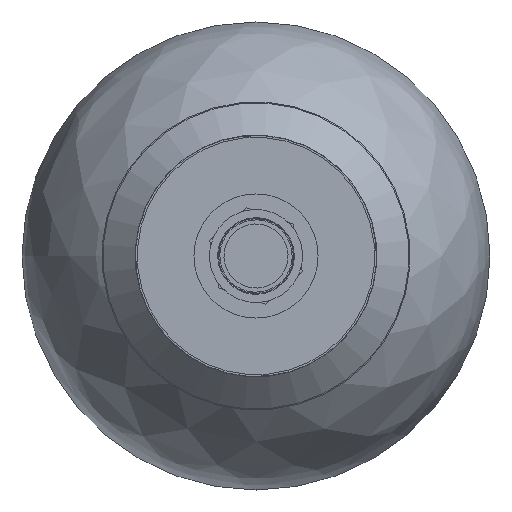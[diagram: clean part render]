
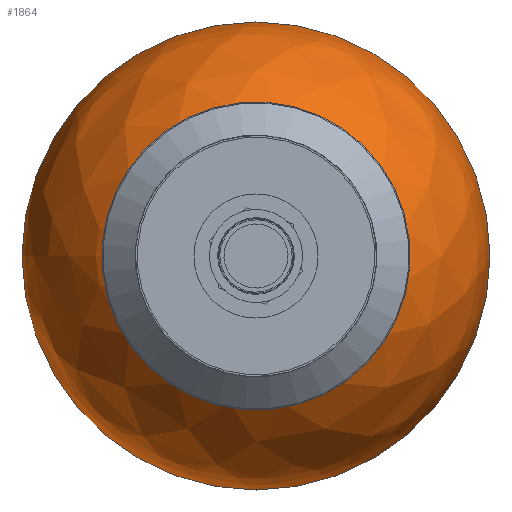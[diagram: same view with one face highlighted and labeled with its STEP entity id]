
A CAD part, left-side view. The second image highlights one B-rep face of the part: STEP entity #1864.
In plain terms, the highlighted free-form (B-spline) face has degree [2, 2] with [3, 9] control points.
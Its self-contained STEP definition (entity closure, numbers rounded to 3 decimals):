
#358=ORIENTED_EDGE('',*,*,#784,.T.);
#359=ORIENTED_EDGE('',*,*,#785,.F.);
#784=EDGE_CURVE('',#997,#997,#1176,.T.);
#785=EDGE_CURVE('',#998,#998,#1177,.T.);
#997=VERTEX_POINT('',#3208);
#998=VERTEX_POINT('',#3210);
#1176=CIRCLE('',#2241,30.);
#1177=CIRCLE('',#2242,113.1);
#1313=EDGE_LOOP('',(#358));
#1314=EDGE_LOOP('',(#359));
#1587=FACE_BOUND('',#1313,.T.);
#1588=FACE_BOUND('',#1314,.T.);
#1861=(
BOUNDED_SURFACE()
B_SPLINE_SURFACE(2,2,((#3180,#3181,#3182,#3183,#3184,#3185,#3186,#3187,
#3188),(#3189,#3190,#3191,#3192,#3193,#3194,#3195,#3196,#3197),(#3198,#3199,
#3200,#3201,#3202,#3203,#3204,#3205,#3206)),.TOROIDAL_SURF.,.F.,.T.,.F.)
B_SPLINE_SURFACE_WITH_KNOTS((3,3),(3,2,2,2,3),(-1.327,0.),
(-3.142,-1.571,0.,1.571,3.142),
 .PIECEWISE_BEZIER_KNOTS.)
GEOMETRIC_REPRESENTATION_ITEM()
RATIONAL_B_SPLINE_SURFACE(((1.,0.707,1.,0.707,1.,
0.707,1.,0.707,1.),(0.788,0.557,
0.788,0.557,0.788,0.557,0.788,
0.557,0.788),(1.,0.707,1.,0.707,
1.,0.707,1.,0.707,1.)))
REPRESENTATION_ITEM('')
SURFACE()
);
#1864=ADVANCED_FACE('',(#1587,#1588),#1861,.F.);
#2241=AXIS2_PLACEMENT_3D('',#3207,#2535,#2536);
#2242=AXIS2_PLACEMENT_3D('',#3209,#2537,#2538);
#2535=DIRECTION('',(1.,0.,0.));
#2536=DIRECTION('',(0.,1.,0.));
#2537=DIRECTION('',(1.,0.,0.));
#2538=DIRECTION('',(0.,1.,0.));
#3180=CARTESIAN_POINT('',(-246.968,-49.6,30.));
#3181=CARTESIAN_POINT('',(-246.968,-79.6,30.));
#3182=CARTESIAN_POINT('',(-246.968,-79.6,0.));
#3183=CARTESIAN_POINT('',(-246.968,-79.6,-30.));
#3184=CARTESIAN_POINT('',(-246.968,-49.6,-30.));
#3185=CARTESIAN_POINT('',(-246.968,-19.6,-30.));
#3186=CARTESIAN_POINT('',(-246.968,-19.6,0.));
#3187=CARTESIAN_POINT('',(-246.968,-19.6,30.));
#3188=CARTESIAN_POINT('',(-246.968,-49.6,30.));
#3189=CARTESIAN_POINT('',(-226.292,-49.6,113.1));
#3190=CARTESIAN_POINT('',(-226.292,-162.7,113.1));
#3191=CARTESIAN_POINT('',(-226.292,-162.7,0.));
#3192=CARTESIAN_POINT('',(-226.292,-162.7,-113.1));
#3193=CARTESIAN_POINT('',(-226.292,-49.6,-113.1));
#3194=CARTESIAN_POINT('',(-226.292,63.5,-113.1));
#3195=CARTESIAN_POINT('',(-226.292,63.5,0.));
#3196=CARTESIAN_POINT('',(-226.292,63.5,113.1));
#3197=CARTESIAN_POINT('',(-226.292,-49.6,113.1));
#3198=CARTESIAN_POINT('',(-140.659,-49.6,113.1));
#3199=CARTESIAN_POINT('',(-140.659,-162.7,113.1));
#3200=CARTESIAN_POINT('',(-140.659,-162.7,0.));
#3201=CARTESIAN_POINT('',(-140.659,-162.7,-113.1));
#3202=CARTESIAN_POINT('',(-140.659,-49.6,-113.1));
#3203=CARTESIAN_POINT('',(-140.659,63.5,-113.1));
#3204=CARTESIAN_POINT('',(-140.659,63.5,0.));
#3205=CARTESIAN_POINT('',(-140.659,63.5,113.1));
#3206=CARTESIAN_POINT('',(-140.659,-49.6,113.1));
#3207=CARTESIAN_POINT('',(-246.968,-49.6,0.));
#3208=CARTESIAN_POINT('',(-246.968,-19.6,0.));
#3209=CARTESIAN_POINT('',(-140.659,-49.6,0.));
#3210=CARTESIAN_POINT('',(-140.659,63.5,0.));
